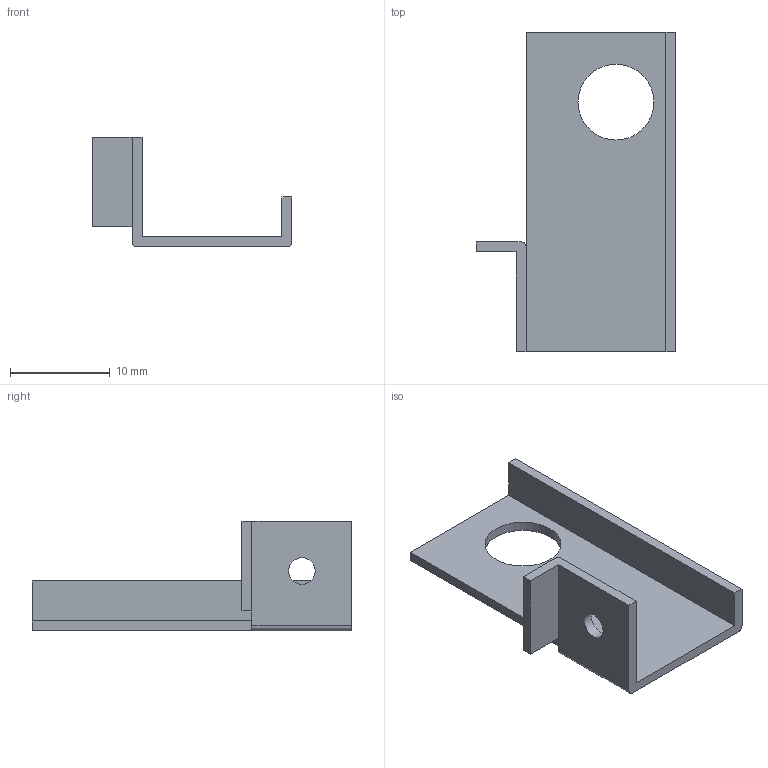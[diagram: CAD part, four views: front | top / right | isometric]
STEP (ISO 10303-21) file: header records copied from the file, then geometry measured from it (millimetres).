
FILE_DESCRIPTION(('FreeCAD Model'),'2;1');
FILE_NAME('Open CASCADE Shape Model','2023-12-17T21:25:13',(''),(''), 'Open CASCADE STEP processor 7.6','FreeCAD','Unknown');
FILE_SCHEMA(('AUTOMOTIVE_DESIGN { 1 0 10303 214 1 1 1 1 }'));
Length unit declared in the file: millimetre
Products named in the file (1): Body
Bounding box: 20 x 32 x 11 mm (x, y, z)
Volume: 709.4 mm3; surface area: 1579.2 mm2
Topology: 1 solids, 1 shells, 21 faces, 55 edges, 36 vertices
Faces by surface type: plane 16, cylinder 5
Full cylindrical faces by diameter (mm): 2.65 x1, 7.6 x1
Entity records: 673 total; most frequent: CARTESIAN_POINT 113, ORIENTED_EDGE 110, DIRECTION 109, EDGE_CURVE 55, LINE 45, VECTOR 45, VERTEX_POINT 36, AXIS2_PLACEMENT_3D 32
